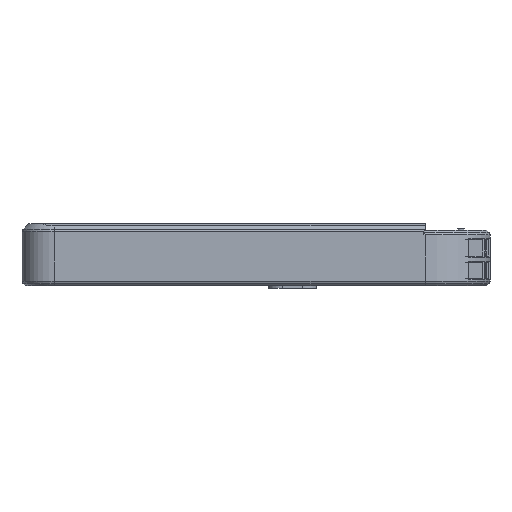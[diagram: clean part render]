
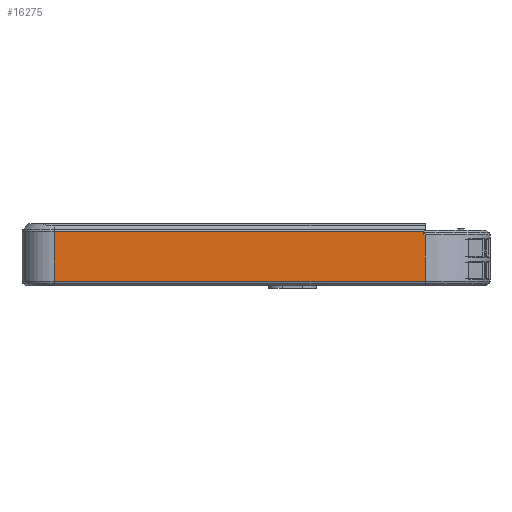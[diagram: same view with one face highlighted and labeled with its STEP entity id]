
A CAD part, left-side view. The second image highlights one B-rep face of the part: STEP entity #16275.
In plain terms, the highlighted planar face has unit normal (-1, 0, 0).
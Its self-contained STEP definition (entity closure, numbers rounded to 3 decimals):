
#48=(
BOUNDED_CURVE()
B_SPLINE_CURVE(2,(#25211,#25212,#25213),.UNSPECIFIED.,.F.,.F.)
B_SPLINE_CURVE_WITH_KNOTS((3,3),(2.394,2.458),
 .UNSPECIFIED.)
CURVE()
GEOMETRIC_REPRESENTATION_ITEM()
RATIONAL_B_SPLINE_CURVE((1.173,1.173,1.173))
REPRESENTATION_ITEM('')
);
#585=PLANE('',#17208);
#1326=FACE_OUTER_BOUND('',#2227,.T.);
#2227=EDGE_LOOP('',(#13755,#13756,#13757,#13758,#13759,#13760));
#4099=LINE('',#25116,#6174);
#4116=LINE('',#25173,#6191);
#4118=LINE('',#25179,#6193);
#4132=LINE('',#25222,#6207);
#4159=LINE('',#25330,#6234);
#6174=VECTOR('',#20167,10.);
#6191=VECTOR('',#20204,10.);
#6193=VECTOR('',#20210,10.);
#6207=VECTOR('',#20248,10.);
#6234=VECTOR('',#20331,10.);
#8143=VERTEX_POINT('',#25114);
#8144=VERTEX_POINT('',#25115);
#8161=VERTEX_POINT('',#25166);
#8164=VERTEX_POINT('',#25177);
#8172=VERTEX_POINT('',#25206);
#8175=VERTEX_POINT('',#25221);
#10157=EDGE_CURVE('',#8143,#8144,#4099,.T.);
#10182=EDGE_CURVE('',#8161,#8143,#4116,.T.);
#10185=EDGE_CURVE('',#8161,#8164,#4118,.T.);
#10201=EDGE_CURVE('',#8144,#8172,#48,.T.);
#10205=EDGE_CURVE('',#8172,#8175,#4132,.T.);
#10252=EDGE_CURVE('',#8175,#8164,#4159,.T.);
#13755=ORIENTED_EDGE('',*,*,#10182,.F.);
#13756=ORIENTED_EDGE('',*,*,#10185,.T.);
#13757=ORIENTED_EDGE('',*,*,#10252,.F.);
#13758=ORIENTED_EDGE('',*,*,#10205,.F.);
#13759=ORIENTED_EDGE('',*,*,#10201,.F.);
#13760=ORIENTED_EDGE('',*,*,#10157,.F.);
#16275=ADVANCED_FACE('',(#1326),#585,.T.);
#17208=AXIS2_PLACEMENT_3D('',#25353,#20358,#20359);
#20167=DIRECTION('',(0.,0.,-1.));
#20204=DIRECTION('',(0.,-1.,0.));
#20210=DIRECTION('',(0.,0.,-1.));
#20248=DIRECTION('',(0.,0.,-1.));
#20331=DIRECTION('',(0.,1.,0.));
#20358=DIRECTION('center_axis',(-1.,0.,0.));
#20359=DIRECTION('ref_axis',(0.,-1.,0.));
#25114=CARTESIAN_POINT('',(-90.,-86.92,17.6));
#25115=CARTESIAN_POINT('',(-90.,-86.92,16.59));
#25116=CARTESIAN_POINT('',(-90.,-86.92,9.));
#25166=CARTESIAN_POINT('',(-90.,27.32,17.6));
#25173=CARTESIAN_POINT('',(-90.,19.24,17.6));
#25177=CARTESIAN_POINT('',(-90.,27.32,2.15));
#25179=CARTESIAN_POINT('',(-90.,27.32,0.));
#25206=CARTESIAN_POINT('',(-90.,-87.32,16.6));
#25211=CARTESIAN_POINT('Ctrl Pts',(-90.,-86.92,16.59));
#25212=CARTESIAN_POINT('Ctrl Pts',(-90.,-87.12,16.6));
#25213=CARTESIAN_POINT('Ctrl Pts',(-90.,-87.32,16.6));
#25221=CARTESIAN_POINT('',(-90.,-87.32,2.15));
#25222=CARTESIAN_POINT('',(-90.,-87.32,4.5));
#25330=CARTESIAN_POINT('',(-90.,27.99,2.15));
#25353=CARTESIAN_POINT('Origin',(-90.,37.32,0.));
